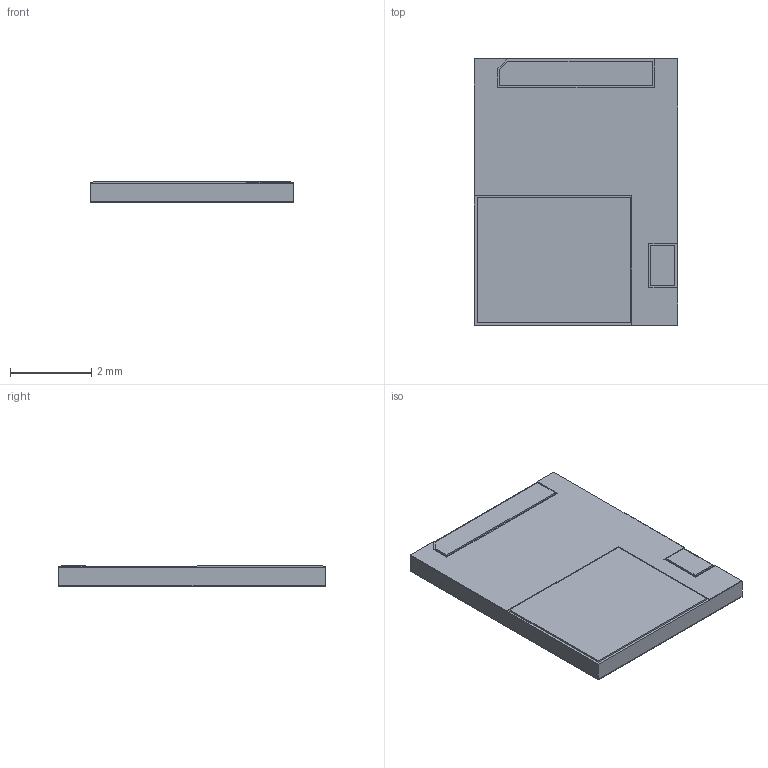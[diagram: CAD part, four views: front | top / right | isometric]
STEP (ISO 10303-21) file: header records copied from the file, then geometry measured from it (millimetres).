
FILE_DESCRIPTION (( 'STEP AP203' ), '1' );
FILE_NAME ('GS66504B.STEP', '2017-09-06T22:02:40', ( 'Gan' ), ( '' ), 'SwSTEP 2.0', 'SolidWorks 2017', '' );
FILE_SCHEMA (( 'CONFIG_CONTROL_DESIGN' ));
Length unit declared in the file: millimetre
Products named in the file (5): GS66504B Bot SM; GS66504B Top SM; GS66504B Bot Cu; GS66504B Package; GS66504B
Assembly tree (4 placements, depth 2):
  GS66504B
    GS66504B Top SM
    GS66504B Package
    GS66504B Bot Cu
    GS66504B Bot SM
Bounding box: 4.99 x 6.54 x 0.51 mm (x, y, z)
Volume: 16.3 mm3; surface area: 205.6 mm2
Topology: 6 solids, 6 shells, 48 faces, 108 edges, 72 vertices
Faces by surface type: plane 48
Entity records: 1831 total; most frequent: CARTESIAN_POINT 235, DIRECTION 218, ORIENTED_EDGE 216, LINE 108, EDGE_CURVE 108, VECTOR 108, VERTEX_POINT 72, AXIS2_PLACEMENT_3D 55
